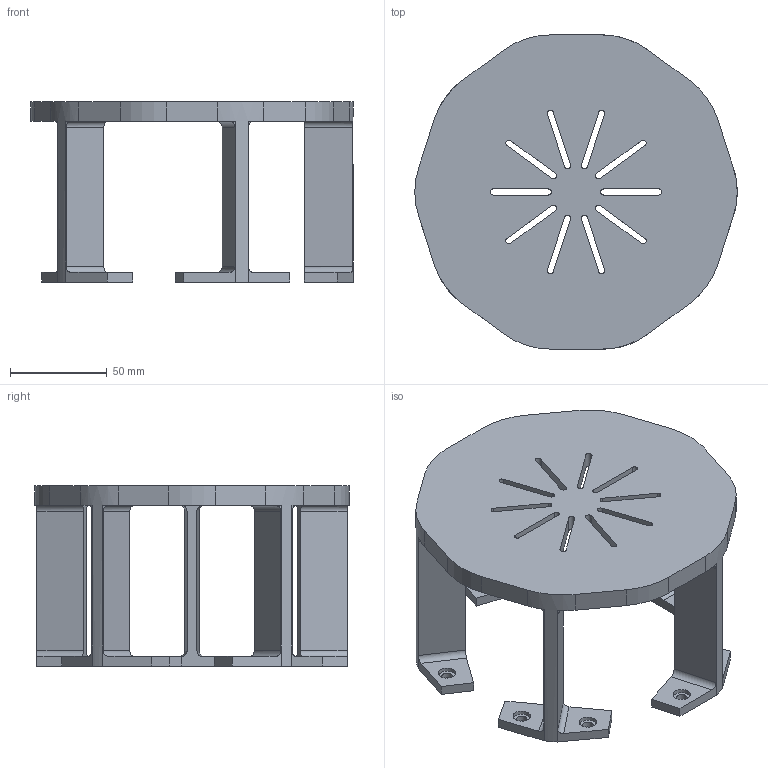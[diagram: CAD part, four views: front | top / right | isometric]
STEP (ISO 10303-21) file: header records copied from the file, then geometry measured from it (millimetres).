
FILE_DESCRIPTION(/* description */ (''),/* implementation_level */ '2;1');
FILE_NAME(/* name */ 'lidarCageTop.stp',/* time_stamp */ '2024-12-09T12:35:55-05:00',/* author */ ('derm'),/* organization */ (''),/* preprocessor_version */ 'ST-DEVELOPER v20',/* originating_system */ 'Autodesk Inventor 2025',/* authorisation */ '');
FILE_SCHEMA (('AUTOMOTIVE_DESIGN { 1 0 10303 214 3 1 1 }'));
Length unit declared in the file: millimetre
Products named in the file (1): lidarCageTop
Bounding box: 166.4 x 162.17 x 93 mm (x, y, z)
Volume: 276691.6 mm3; surface area: 90262 mm2
Topology: 1 solids, 1 shells, 169 faces, 463 edges, 307 vertices
Faces by surface type: plane 98, cylinder 71
Full cylindrical faces by diameter (mm): 5.5 x10, 9 x10, 104 x1
Entity records: 5512 total; most frequent: DIRECTION 955, CARTESIAN_POINT 940, ORIENTED_EDGE 926, EDGE_CURVE 463, AXIS2_PLACEMENT_3D 322, LINE 311, VECTOR 311, VERTEX_POINT 307
